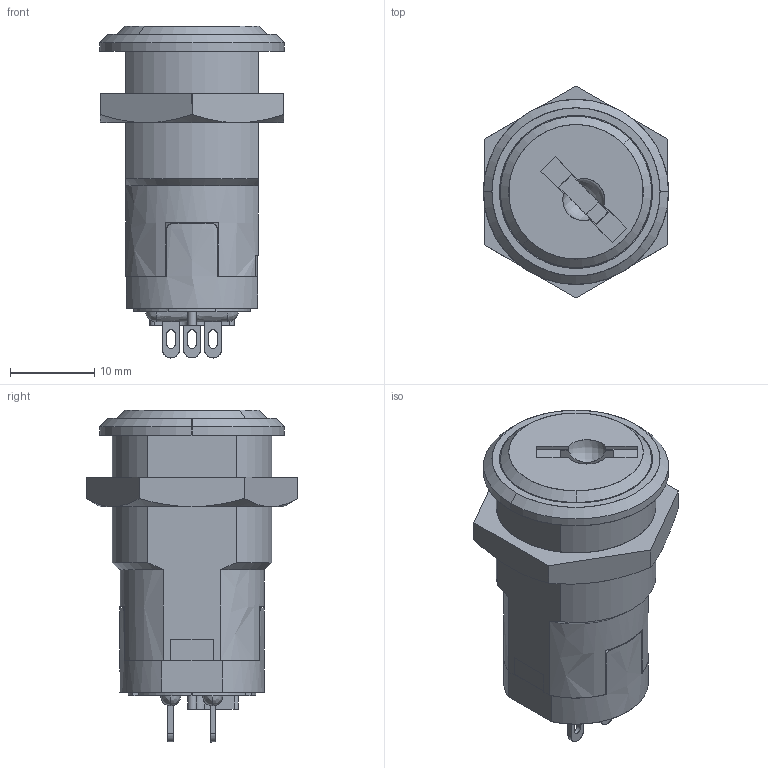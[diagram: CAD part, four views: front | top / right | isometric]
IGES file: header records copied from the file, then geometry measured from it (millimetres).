
Start section: SolidWorks IGES file using analytic representation for surfaces
Global section: file name: S-187-90-E-1.IGS; native system: SolidWorks 2018; preprocessor: SolidWorks 2018; author: 1337yo; date: 200728.092733; units: millimetre
Bounding box: 22 x 25.17 x 39.5 mm (x, y, z)
Surface area: 8786.8 mm2 (no closed solid volume)
Topology: 0 solids, 0 shells, 242 faces, 2987 edges, 2979 vertices
Faces by surface type: bspline 137, revolution 105
